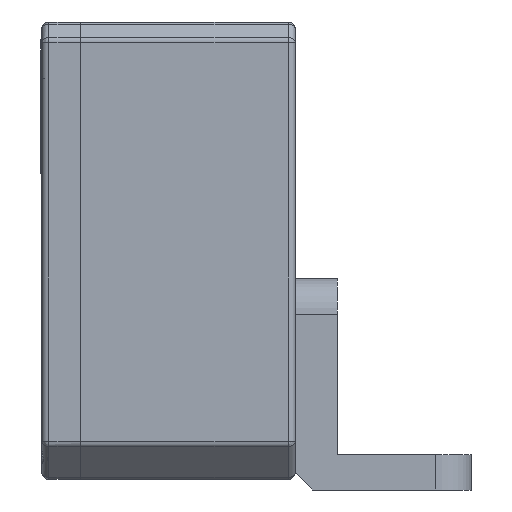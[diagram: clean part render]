
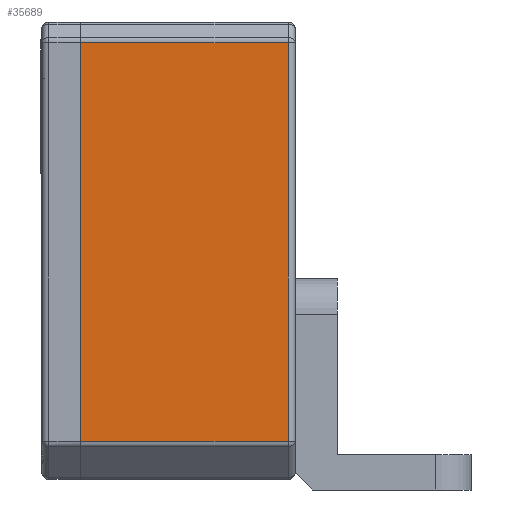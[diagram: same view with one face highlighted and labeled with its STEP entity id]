
A CAD part, left-side view. The second image highlights one B-rep face of the part: STEP entity #35689.
In plain terms, the highlighted planar face has unit normal (-1, 0, 0).
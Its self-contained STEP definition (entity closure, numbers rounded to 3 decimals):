
#17239 = CARTESIAN_POINT ( 'NONE',  ( -134.539, 64., -58.659 ) ) ;
#25394 = DIRECTION ( 'NONE',  ( 1., 0., 0. ) ) ;
#35015 = DIRECTION ( 'NONE',  ( 0., 0., -1. ) ) ;
#35689 = ADVANCED_FACE ( 'NONE', ( #137342 ), #128313, .F. ) ;
#35917 = CARTESIAN_POINT ( 'NONE',  ( -134.539, 4., 60.512 ) ) ;
#41118 = VECTOR ( 'NONE', #35015, 1000. ) ;
#43498 = ORIENTED_EDGE ( 'NONE', *, *, #253352, .F. ) ;
#49413 = AXIS2_PLACEMENT_3D ( 'NONE', #212160, #25394, #168916 ) ;
#75373 = CARTESIAN_POINT ( 'NONE',  ( -134.539, 62.9, 54.684 ) ) ;
#89481 = EDGE_LOOP ( 'NONE', ( #243312, #240255, #230865, #43498 ) ) ;
#93511 = DIRECTION ( 'NONE',  ( 0., 0., 1. ) ) ;
#108917 = LINE ( 'NONE', #35917, #41118 ) ;
#127621 = DIRECTION ( 'NONE',  ( 0., -1., 0. ) ) ;
#128313 = PLANE ( 'NONE',  #49413 ) ;
#129179 = VERTEX_POINT ( 'NONE', #259681 ) ;
#136662 = VECTOR ( 'NONE', #160677, 1000. ) ;
#137342 = FACE_OUTER_BOUND ( 'NONE', #89481, .T. ) ;
#139566 = CARTESIAN_POINT ( 'NONE',  ( -134.539, 62.9, -58.659 ) ) ;
#143402 = EDGE_CURVE ( 'NONE', #251495, #129179, #246398, .T. ) ;
#145860 = LINE ( 'NONE', #174758, #223076 ) ;
#160677 = DIRECTION ( 'NONE',  ( 0., 1., 0. ) ) ;
#162665 = EDGE_CURVE ( 'NONE', #129179, #250244, #108917, .T. ) ;
#168916 = DIRECTION ( 'NONE',  ( 0., 1., 0. ) ) ;
#174758 = CARTESIAN_POINT ( 'NONE',  ( -134.539, 62.9, 60.512 ) ) ;
#185028 = VECTOR ( 'NONE', #127621, 1000. ) ;
#191413 = LINE ( 'NONE', #17239, #136662 ) ;
#212160 = CARTESIAN_POINT ( 'NONE',  ( -134.539, 64., 60.512 ) ) ;
#217145 = VERTEX_POINT ( 'NONE', #139566 ) ;
#223076 = VECTOR ( 'NONE', #93511, 1000. ) ;
#230865 = ORIENTED_EDGE ( 'NONE', *, *, #143402, .F. ) ;
#240255 = ORIENTED_EDGE ( 'NONE', *, *, #162665, .F. ) ;
#243312 = ORIENTED_EDGE ( 'NONE', *, *, #257996, .F. ) ;
#246398 = LINE ( 'NONE', #248532, #185028 ) ;
#248532 = CARTESIAN_POINT ( 'NONE',  ( -134.539, 64., 54.684 ) ) ;
#250244 = VERTEX_POINT ( 'NONE', #262374 ) ;
#251495 = VERTEX_POINT ( 'NONE', #75373 ) ;
#253352 = EDGE_CURVE ( 'NONE', #217145, #251495, #145860, .T. ) ;
#257996 = EDGE_CURVE ( 'NONE', #250244, #217145, #191413, .T. ) ;
#259681 = CARTESIAN_POINT ( 'NONE',  ( -134.539, 4., 54.684 ) ) ;
#262374 = CARTESIAN_POINT ( 'NONE',  ( -134.539, 4., -58.659 ) ) ;
